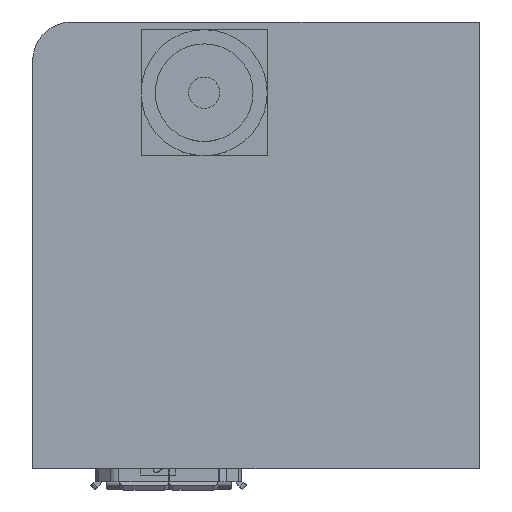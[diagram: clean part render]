
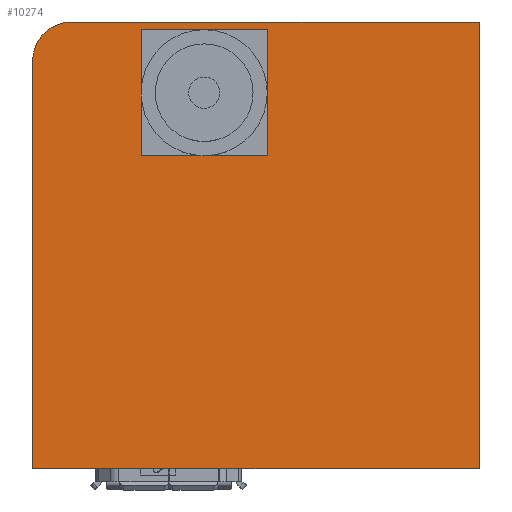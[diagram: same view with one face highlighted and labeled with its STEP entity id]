
A CAD part, top view. The second image highlights one B-rep face of the part: STEP entity #10274.
In plain terms, the highlighted face is planar.
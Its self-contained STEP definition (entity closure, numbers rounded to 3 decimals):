
#575=FACE_BOUND('',#3619,.T.);
#593=LINE('',#14494,#1777);
#596=LINE('',#14499,#1780);
#598=LINE('',#14503,#1782);
#600=LINE('',#14506,#1784);
#601=LINE('',#14510,#1785);
#606=LINE('',#14524,#1790);
#609=LINE('',#14530,#1793);
#612=LINE('',#14535,#1796);
#1777=VECTOR('',#11673,10.);
#1780=VECTOR('',#11678,10.);
#1782=VECTOR('',#11682,10.);
#1784=VECTOR('',#11686,10.);
#1785=VECTOR('',#11689,10.);
#1790=VECTOR('',#11702,10.);
#1793=VECTOR('',#11707,10.);
#1796=VECTOR('',#11712,10.);
#3099=FACE_OUTER_BOUND('',#3618,.T.);
#3618=EDGE_LOOP('',(#6943,#6944,#6945,#6946,#6947));
#3619=EDGE_LOOP('',(#6948,#6949,#6950,#6951));
#4131=CIRCLE('',#10823,1.99);
#4411=VERTEX_POINT('',#14492);
#4412=VERTEX_POINT('',#14493);
#4413=VERTEX_POINT('',#14498);
#4414=VERTEX_POINT('',#14502);
#4415=VERTEX_POINT('',#14508);
#4416=VERTEX_POINT('',#14509);
#4419=VERTEX_POINT('',#14517);
#4421=VERTEX_POINT('',#14523);
#4423=VERTEX_POINT('',#14529);
#5384=EDGE_CURVE('',#4411,#4412,#593,.T.);
#5387=EDGE_CURVE('',#4412,#4413,#596,.T.);
#5389=EDGE_CURVE('',#4413,#4414,#598,.T.);
#5391=EDGE_CURVE('',#4414,#4411,#600,.T.);
#5392=EDGE_CURVE('',#4415,#4416,#601,.T.);
#5396=EDGE_CURVE('',#4419,#4415,#4131,.T.);
#5399=EDGE_CURVE('',#4421,#4419,#606,.T.);
#5402=EDGE_CURVE('',#4423,#4421,#609,.T.);
#5405=EDGE_CURVE('',#4416,#4423,#612,.T.);
#6943=ORIENTED_EDGE('',*,*,#5405,.F.);
#6944=ORIENTED_EDGE('',*,*,#5392,.F.);
#6945=ORIENTED_EDGE('',*,*,#5396,.F.);
#6946=ORIENTED_EDGE('',*,*,#5399,.F.);
#6947=ORIENTED_EDGE('',*,*,#5402,.F.);
#6948=ORIENTED_EDGE('',*,*,#5384,.T.);
#6949=ORIENTED_EDGE('',*,*,#5387,.T.);
#6950=ORIENTED_EDGE('',*,*,#5389,.T.);
#6951=ORIENTED_EDGE('',*,*,#5391,.T.);
#9886=PLANE('',#10829);
#10274=ADVANCED_FACE('',(#3099,#575),#9886,.F.);
#10823=AXIS2_PLACEMENT_3D('',#14518,#11695,#11696);
#10829=AXIS2_PLACEMENT_3D('',#14538,#11716,#11717);
#11673=DIRECTION('',(0.,-1.,0.));
#11678=DIRECTION('',(1.,0.,0.));
#11682=DIRECTION('',(0.,1.,0.));
#11686=DIRECTION('',(-1.,0.,0.));
#11689=DIRECTION('',(-1.,0.,0.));
#11695=DIRECTION('center_axis',(0.,0.,1.));
#11696=DIRECTION('ref_axis',(1.,0.,0.));
#11702=DIRECTION('',(0.,1.,0.));
#11707=DIRECTION('',(1.,0.,0.));
#11712=DIRECTION('',(0.,-1.,0.));
#11716=DIRECTION('center_axis',(0.,0.,1.));
#11717=DIRECTION('ref_axis',(1.,0.,0.));
#14492=CARTESIAN_POINT('',(10.85,22.45,0.));
#14493=CARTESIAN_POINT('',(10.85,16.,0.));
#14494=CARTESIAN_POINT('',(10.85,13.713,0.));
#14498=CARTESIAN_POINT('',(17.3,16.,0.));
#14499=CARTESIAN_POINT('',(14.363,16.,0.));
#14502=CARTESIAN_POINT('',(17.3,22.45,0.));
#14503=CARTESIAN_POINT('',(17.3,16.938,0.));
#14506=CARTESIAN_POINT('',(11.138,22.45,0.));
#14508=CARTESIAN_POINT('',(20.86,22.85,0.));
#14509=CARTESIAN_POINT('',(0.,22.85,0.));
#14510=CARTESIAN_POINT('',(20.86,22.85,0.));
#14517=CARTESIAN_POINT('',(22.85,20.86,0.));
#14518=CARTESIAN_POINT('Origin',(20.86,20.86,0.));
#14523=CARTESIAN_POINT('',(22.85,0.,0.));
#14524=CARTESIAN_POINT('',(22.85,0.,0.));
#14529=CARTESIAN_POINT('',(0.,0.,0.));
#14530=CARTESIAN_POINT('',(0.,0.,0.));
#14535=CARTESIAN_POINT('',(0.,22.85,0.));
#14538=CARTESIAN_POINT('Origin',(11.425,11.425,0.));
